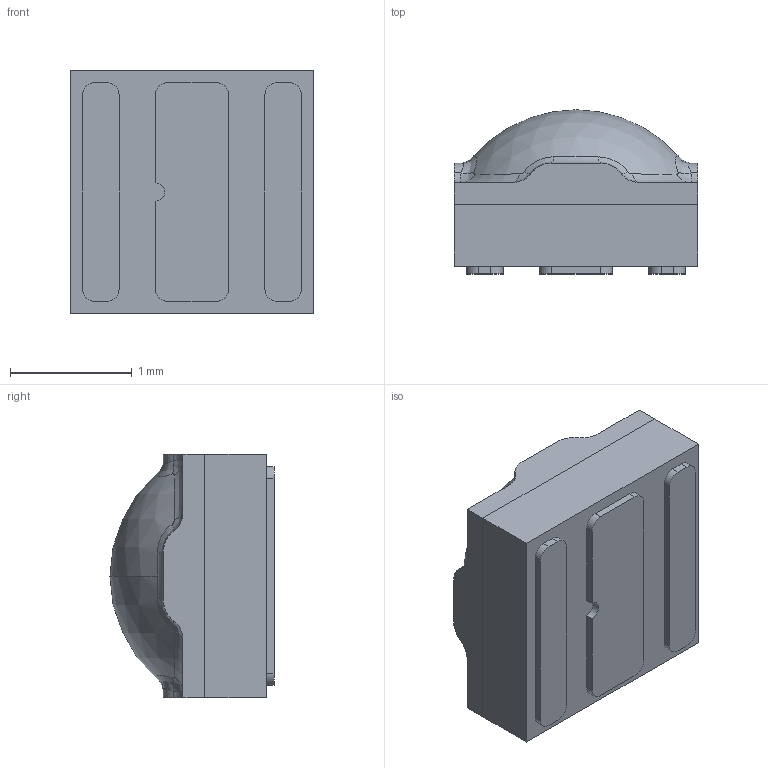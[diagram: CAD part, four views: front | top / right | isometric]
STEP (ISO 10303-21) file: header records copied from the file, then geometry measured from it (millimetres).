
FILE_DESCRIPTION (( 'STEP AP203' ), '1' );
FILE_NAME ('2015-01-08_LuxeonC_2020_SimplifiedModelForDatasheet.STEP', '2015-01-08T03:09:20', ( 'Philips' ), ( 'Philips' ), 'SwSTEP 2.0', 'SolidWorks 2014', '' );
FILE_SCHEMA (( 'CONFIG_CONTROL_DESIGN' ));
Length unit declared in the file: millimetre
Products named in the file (1): 2015-01-08_LuxeonC_2020_SimplifiedModelForDatasheet
Bounding box: 2 x 1.35 x 2 mm (x, y, z)
Volume: 4 mm3; surface area: 27.9 mm2
Topology: 5 solids, 5 shells, 93 faces, 226 edges, 143 vertices
Faces by surface type: plane 38, cylinder 29, bspline 16, torus 8, sphere 2
Entity records: 3111 total; most frequent: CARTESIAN_POINT 911, ORIENTED_EDGE 452, DIRECTION 436, EDGE_CURVE 226, AXIS2_PLACEMENT_3D 164, VERTEX_POINT 143, LINE 108, VECTOR 108
